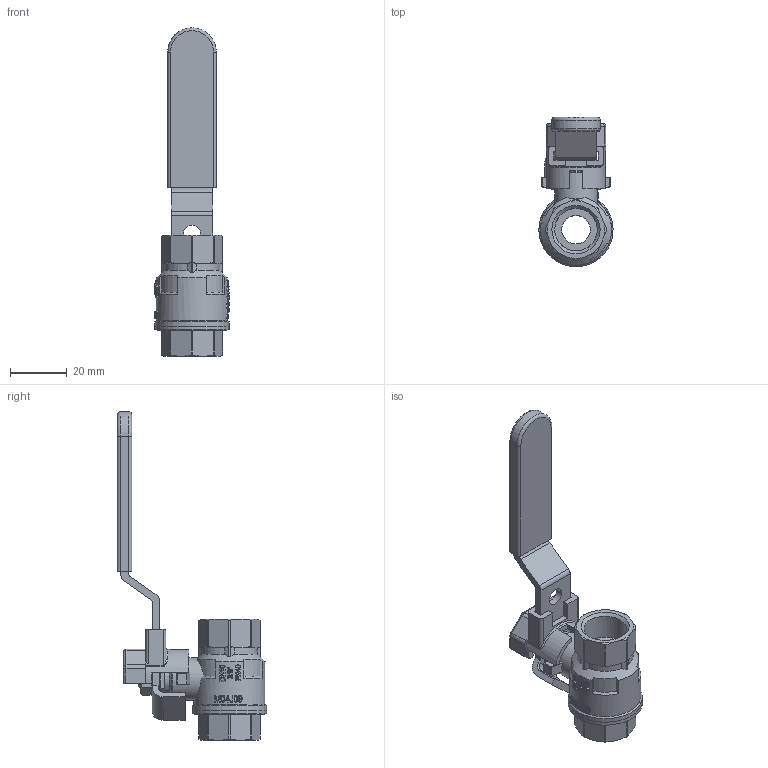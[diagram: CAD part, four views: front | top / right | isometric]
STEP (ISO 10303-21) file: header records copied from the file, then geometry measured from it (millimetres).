
FILE_DESCRIPTION(/* description */ ('Unknown','CAx-IF Rec.Pracs.---Representation and Presentation of Product Manufacturing Information (PMI)---4.0---2014-10-13','CAx-IF Rec.Pracs.---3D Tessellated Geometry---0.4---2014-09-14','2;1'),/* implementation_level */ '2;1');
FILE_NAME(/* name */ '605-03',/* time_stamp */ '2023-09-21T09:11:00+02:00',/* author */ ('Unknown'),/* organization */ ('Unknown'),/* preprocessor_version */ 'ST-DEVELOPER v18.102',/* originating_system */ 'Solid Edge',/* authorisation */ 'Unknown');
FILE_SCHEMA (('AP242_MANAGED_MODEL_BASED_3D_ENGINEERING_MIM_LF { 1 0 10303 442 1 1 4 }'));
Length unit declared in the file: millimetre
Products named in the file (12): 605-03; Mutter_M6; Edelstahlgriff-DN10_DN15_DN20; Edelstahlgriff_ DN10_DN15_DN20; Schlie_lasche _DN10_DN15_DN20; Edelstahlgriff Ummantelung DN10_DN15_DN20; 600-03; 600-03_Einschraubteil; 600-03_Körper; 600-02_Spindel; 600-1_4-Stopfbuchse; 600-1_4-Spindel
Assembly tree (11 placements, depth 4):
  605-03
    Mutter_M6
    Edelstahlgriff-DN10_DN15_DN20
      Edelstahlgriff_ DN10_DN15_DN20
      Schlie_lasche _DN10_DN15_DN20
      Edelstahlgriff Ummantelung DN10_DN15_DN20
    600-03
      600-03_Einschraubteil
      600-03_Körper
      600-02_Spindel
        600-1_4-Stopfbuchse
        600-1_4-Spindel
Bounding box: 26 x 52.35 x 115.25 mm (x, y, z)
Volume: 19321 mm3; surface area: 20726.6 mm2
Topology: 8 solids, 8 shells, 1336 faces, 3728 edges, 2467 vertices
Faces by surface type: plane 1109, cylinder 142, cone 70, torus 11, bspline 2, sphere 2
Full cylindrical faces by diameter (mm): 5 x1, 6 x1, 6.3 x1, 8 x2, 8.1 x1, 8.3 x1, 9 x1, 10 x3, 10.2 x1, 10.5 x1, 12 x1, 14.95 x2, 15 x1, 16 x2, 20.5 x1, 20.51 x1, 22 x1, 22.5 x1, 25 x1, 26 x2
Entity records: 54926 total; most frequent: CARTESIAN_POINT 10720, DIRECTION 8272, ORIENTED_EDGE 7344, EDGE_CURVE 3672, AXIS2_PLACEMENT_3D 3384, VERTEX_POINT 2455, ELLIPSE 1588, LINE 1504
